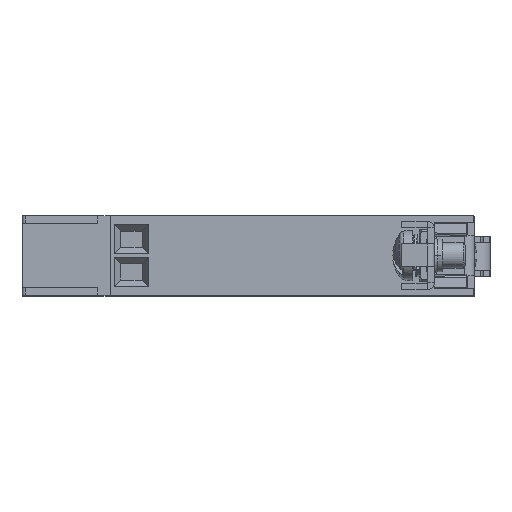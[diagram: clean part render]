
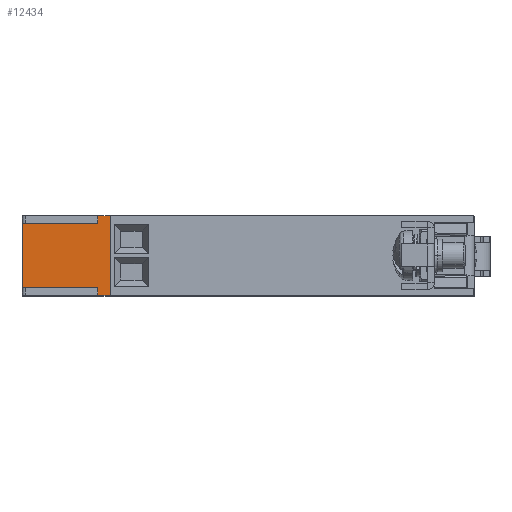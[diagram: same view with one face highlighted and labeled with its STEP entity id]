
A CAD part, top view. The second image highlights one B-rep face of the part: STEP entity #12434.
In plain terms, the highlighted face is planar.
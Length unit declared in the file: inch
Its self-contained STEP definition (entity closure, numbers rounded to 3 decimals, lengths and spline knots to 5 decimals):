
#158 = CARTESIAN_POINT ( 'NONE',  ( -0.24016, 1.62402, 0.8878 ) ) ;
#393 = DIRECTION ( 'NONE',  ( 0., 0., 1. ) ) ;
#1001 = CARTESIAN_POINT ( 'NONE',  ( 0.19291, 1.62402, 1.41929 ) ) ;
#1024 = VERTEX_POINT ( 'NONE', #10282 ) ;
#1501 = DIRECTION ( 'NONE',  ( -1., 0., 0. ) ) ;
#1535 = LINE ( 'NONE', #23067, #20664 ) ;
#1940 = CARTESIAN_POINT ( 'NONE',  ( 0.19291, 1.62402, 0.9626 ) ) ;
#2311 = DIRECTION ( 'NONE',  ( 0., 0., -1. ) ) ;
#2460 = VECTOR ( 'NONE', #1501, 39.37008 ) ;
#2906 = ORIENTED_EDGE ( 'NONE', *, *, #18575, .F. ) ;
#3360 = CARTESIAN_POINT ( 'NONE',  ( -0.24016, 1.62402, 0.8878 ) ) ;
#3539 = EDGE_CURVE ( 'NONE', #1024, #19755, #11043, .T. ) ;
#3709 = AXIS2_PLACEMENT_3D ( 'NONE', #9515, #25454, #22862 ) ;
#3803 = ORIENTED_EDGE ( 'NONE', *, *, #11565, .F. ) ;
#4438 = ORIENTED_EDGE ( 'NONE', *, *, #21746, .T. ) ;
#5399 = LINE ( 'NONE', #19270, #2460 ) ;
#5513 = CARTESIAN_POINT ( 'NONE',  ( 0.24016, 1.62402, 0.9626 ) ) ;
#5673 = ORIENTED_EDGE ( 'NONE', *, *, #3539, .F. ) ;
#6510 = LINE ( 'NONE', #14671, #20966 ) ;
#7446 = FACE_OUTER_BOUND ( 'NONE', #18925, .T. ) ;
#8434 = LINE ( 'NONE', #158, #15611 ) ;
#9280 = CARTESIAN_POINT ( 'NONE',  ( -0.24016, 1.62402, 0.9626 ) ) ;
#9394 = EDGE_CURVE ( 'NONE', #14380, #13549, #8434, .T. ) ;
#9515 = CARTESIAN_POINT ( 'NONE',  ( -0.24016, 1.62402, 0.8878 ) ) ;
#10241 = CARTESIAN_POINT ( 'NONE',  ( -0.19291, 1.62402, 0.9626 ) ) ;
#10248 = VECTOR ( 'NONE', #22958, 39.37008 ) ;
#10282 = CARTESIAN_POINT ( 'NONE',  ( -0.19291, 1.62402, 1.41929 ) ) ;
#10907 = CARTESIAN_POINT ( 'NONE',  ( -0.19291, 1.62402, 0.8878 ) ) ;
#11043 = LINE ( 'NONE', #10907, #10248 ) ;
#11565 = EDGE_CURVE ( 'NONE', #21882, #1024, #1535, .T. ) ;
#11984 = EDGE_CURVE ( 'NONE', #24837, #16739, #19019, .T. ) ;
#12238 = ORIENTED_EDGE ( 'NONE', *, *, #11984, .F. ) ;
#12247 = VECTOR ( 'NONE', #2311, 39.37008 ) ;
#12434 = ADVANCED_FACE ( 'NONE', ( #7446 ), #17549, .T. ) ;
#13255 = CARTESIAN_POINT ( 'NONE',  ( 0.24016, 1.62402, 0.8878 ) ) ;
#13549 = VERTEX_POINT ( 'NONE', #17037 ) ;
#13961 = ORIENTED_EDGE ( 'NONE', *, *, #9394, .T. ) ;
#14380 = VERTEX_POINT ( 'NONE', #3360 ) ;
#14614 = EDGE_CURVE ( 'NONE', #19533, #14380, #5399, .T. ) ;
#14671 = CARTESIAN_POINT ( 'NONE',  ( -0.24016, 1.62402, 0.9626 ) ) ;
#15096 = VECTOR ( 'NONE', #393, 39.37008 ) ;
#15611 = VECTOR ( 'NONE', #15846, 39.37008 ) ;
#15658 = ORIENTED_EDGE ( 'NONE', *, *, #22511, .F. ) ;
#15846 = DIRECTION ( 'NONE',  ( 0., 0., 1. ) ) ;
#16072 = LINE ( 'NONE', #23973, #12247 ) ;
#16739 = VERTEX_POINT ( 'NONE', #1940 ) ;
#17037 = CARTESIAN_POINT ( 'NONE',  ( -0.24016, 1.62402, 0.9626 ) ) ;
#17549 = PLANE ( 'NONE',  #3709 ) ;
#17763 = VECTOR ( 'NONE', #25488, 39.37008 ) ;
#18153 = LINE ( 'NONE', #20230, #15096 ) ;
#18575 = EDGE_CURVE ( 'NONE', #19533, #24837, #18153, .T. ) ;
#18925 = EDGE_LOOP ( 'NONE', ( #3803, #4438, #12238, #2906, #20989, #13961, #15658, #5673 ) ) ;
#19019 = LINE ( 'NONE', #9280, #17763 ) ;
#19270 = CARTESIAN_POINT ( 'NONE',  ( -0.24016, 1.62402, 0.8878 ) ) ;
#19533 = VERTEX_POINT ( 'NONE', #13255 ) ;
#19755 = VERTEX_POINT ( 'NONE', #10241 ) ;
#20230 = CARTESIAN_POINT ( 'NONE',  ( 0.24016, 1.62402, 0.8878 ) ) ;
#20664 = VECTOR ( 'NONE', #23315, 39.37008 ) ;
#20966 = VECTOR ( 'NONE', #22564, 39.37008 ) ;
#20989 = ORIENTED_EDGE ( 'NONE', *, *, #14614, .T. ) ;
#21746 = EDGE_CURVE ( 'NONE', #21882, #16739, #16072, .T. ) ;
#21882 = VERTEX_POINT ( 'NONE', #1001 ) ;
#22511 = EDGE_CURVE ( 'NONE', #19755, #13549, #6510, .T. ) ;
#22564 = DIRECTION ( 'NONE',  ( -1., 0., 0. ) ) ;
#22862 = DIRECTION ( 'NONE',  ( -1., 0., 0. ) ) ;
#22958 = DIRECTION ( 'NONE',  ( 0., 0., -1. ) ) ;
#23067 = CARTESIAN_POINT ( 'NONE',  ( -0.24016, 1.62402, 1.41929 ) ) ;
#23315 = DIRECTION ( 'NONE',  ( -1., 0., 0. ) ) ;
#23973 = CARTESIAN_POINT ( 'NONE',  ( 0.19291, 1.62402, 0.8878 ) ) ;
#24837 = VERTEX_POINT ( 'NONE', #5513 ) ;
#25454 = DIRECTION ( 'NONE',  ( 0., 1., 0. ) ) ;
#25488 = DIRECTION ( 'NONE',  ( -1., 0., 0. ) ) ;
